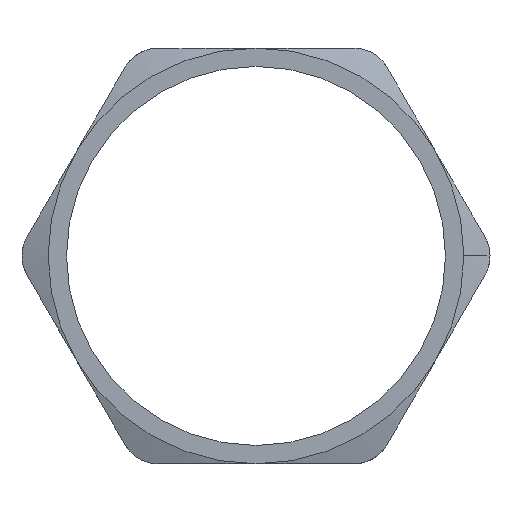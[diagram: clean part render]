
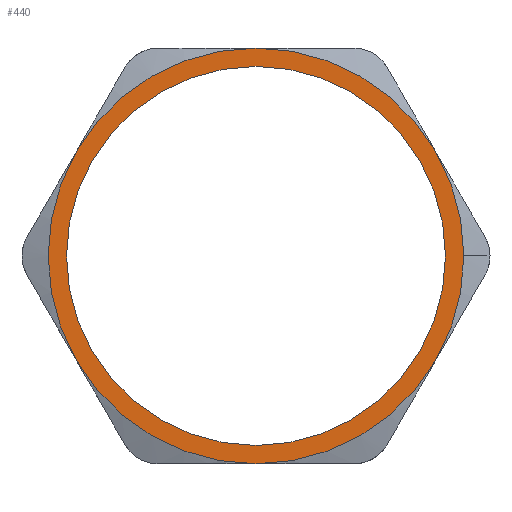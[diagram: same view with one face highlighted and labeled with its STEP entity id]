
A CAD part, top view. The second image highlights one B-rep face of the part: STEP entity #440.
In plain terms, the highlighted planar face has unit normal (0, 0, 1).
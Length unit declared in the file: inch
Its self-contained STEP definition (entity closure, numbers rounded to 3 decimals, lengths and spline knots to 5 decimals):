
#22 = VERTEX_POINT ( 'NONE', #1276 ) ;
#222 = VERTEX_POINT ( 'NONE', #1691 ) ;
#227 = VERTEX_POINT ( 'NONE', #1685 ) ;
#229 = EDGE_CURVE ( 'NONE', #227, #222, #1684, .T. ) ;
#280 = VERTEX_POINT ( 'NONE', #1796 ) ;
#281 = EDGE_CURVE ( 'NONE', #282, #280, #1794, .T. ) ;
#282 = VERTEX_POINT ( 'NONE', #1795 ) ;
#301 = VERTEX_POINT ( 'NONE', #1876 ) ;
#369 = VERTEX_POINT ( 'NONE', #2042 ) ;
#383 = VERTEX_POINT ( 'NONE', #2067 ) ;
#395 = VERTEX_POINT ( 'NONE', #2087 ) ;
#434 = EDGE_CURVE ( 'NONE', #222, #227, #2176, .T. ) ;
#439 = ORIENTED_EDGE ( 'NONE', *, *, #434, .T. ) ;
#440 = ADVANCED_FACE ( 'NONE', ( #2228, #2222 ), #2221, .F. ) ;
#441 = EDGE_LOOP ( 'NONE', ( #439, #460 ) ) ;
#453 = EDGE_CURVE ( 'NONE', #22, #282, #2196, .T. ) ;
#454 = ORIENTED_EDGE ( 'NONE', *, *, #453, .T. ) ;
#455 = EDGE_CURVE ( 'NONE', #395, #22, #2256, .T. ) ;
#456 = ORIENTED_EDGE ( 'NONE', *, *, #455, .T. ) ;
#457 = ORIENTED_EDGE ( 'NONE', *, *, #465, .T. ) ;
#458 = ORIENTED_EDGE ( 'NONE', *, *, #459, .T. ) ;
#459 = EDGE_CURVE ( 'NONE', #383, #395, #2251, .T. ) ;
#460 = ORIENTED_EDGE ( 'NONE', *, *, #229, .T. ) ;
#463 = EDGE_CURVE ( 'NONE', #369, #383, #2246, .T. ) ;
#464 = ORIENTED_EDGE ( 'NONE', *, *, #463, .T. ) ;
#465 = EDGE_CURVE ( 'NONE', #301, #369, #2241, .T. ) ;
#468 = EDGE_LOOP ( 'NONE', ( #457, #464, #458, #456, #454, #822, #823 ) ) ;
#822 = ORIENTED_EDGE ( 'NONE', *, *, #281, .T. ) ;
#823 = ORIENTED_EDGE ( 'NONE', *, *, #824, .T. ) ;
#824 = EDGE_CURVE ( 'NONE', #280, #301, #2915, .T. ) ;
#1276 = CARTESIAN_POINT ( 'NONE',  ( 0.93531, -0.54, 0.22 ) ) ;
#1680 = DIRECTION ( 'NONE',  ( -1., 0., 0. ) ) ;
#1681 = DIRECTION ( 'NONE',  ( 0., 0., -1. ) ) ;
#1682 = CARTESIAN_POINT ( 'NONE',  ( 0., 0., 0.22 ) ) ;
#1683 = AXIS2_PLACEMENT_3D ( 'NONE', #1682, #1681, #1680 ) ;
#1684 = CIRCLE ( 'NONE', #1683, 0.985 ) ;
#1685 = CARTESIAN_POINT ( 'NONE',  ( 0.985, 0., 0.22 ) ) ;
#1691 = CARTESIAN_POINT ( 'NONE',  ( -0.985, 0., 0.22 ) ) ;
#1790 = DIRECTION ( 'NONE',  ( 1., 0., 0. ) ) ;
#1791 = DIRECTION ( 'NONE',  ( 0., 0., 1. ) ) ;
#1792 = CARTESIAN_POINT ( 'NONE',  ( 0., 0., 0.22 ) ) ;
#1793 = AXIS2_PLACEMENT_3D ( 'NONE', #1792, #1791, #1790 ) ;
#1794 = CIRCLE ( 'NONE', #1793, 1.08 ) ;
#1795 = CARTESIAN_POINT ( 'NONE',  ( 1.08, 0., 0.22 ) ) ;
#1796 = CARTESIAN_POINT ( 'NONE',  ( 0.93531, 0.54, 0.22 ) ) ;
#1876 = CARTESIAN_POINT ( 'NONE',  ( 0., 1.08, 0.22 ) ) ;
#2042 = CARTESIAN_POINT ( 'NONE',  ( -0.93531, 0.54, 0.22 ) ) ;
#2067 = CARTESIAN_POINT ( 'NONE',  ( -0.93531, -0.54, 0.22 ) ) ;
#2087 = CARTESIAN_POINT ( 'NONE',  ( 0., -1.08, 0.22 ) ) ;
#2172 = DIRECTION ( 'NONE',  ( -1., 0., 0. ) ) ;
#2173 = DIRECTION ( 'NONE',  ( 0., 0., -1. ) ) ;
#2174 = CARTESIAN_POINT ( 'NONE',  ( 0., 0., 0.22 ) ) ;
#2175 = AXIS2_PLACEMENT_3D ( 'NONE', #2174, #2173, #2172 ) ;
#2176 = CIRCLE ( 'NONE', #2175, 0.985 ) ;
#2196 = CIRCLE ( 'NONE', #2260, 1.08 ) ;
#2217 = DIRECTION ( 'NONE',  ( -1., 0., 0. ) ) ;
#2218 = DIRECTION ( 'NONE',  ( 0., 0., -1. ) ) ;
#2219 = CARTESIAN_POINT ( 'NONE',  ( -0.62354, 1.08, 0.22 ) ) ;
#2220 = AXIS2_PLACEMENT_3D ( 'NONE', #2219, #2218, #2217 ) ;
#2221 = PLANE ( 'NONE',  #2220 ) ;
#2222 = FACE_OUTER_BOUND ( 'NONE', #468, .T. ) ;
#2228 = FACE_BOUND ( 'NONE', #441, .T. ) ;
#2237 = DIRECTION ( 'NONE',  ( 1., 0., 0. ) ) ;
#2238 = DIRECTION ( 'NONE',  ( 0., 0., 1. ) ) ;
#2239 = CARTESIAN_POINT ( 'NONE',  ( 0., 0., 0.22 ) ) ;
#2240 = AXIS2_PLACEMENT_3D ( 'NONE', #2239, #2238, #2237 ) ;
#2241 = CIRCLE ( 'NONE', #2240, 1.08 ) ;
#2242 = DIRECTION ( 'NONE',  ( 1., 0., 0. ) ) ;
#2243 = DIRECTION ( 'NONE',  ( 0., 0., 1. ) ) ;
#2244 = CARTESIAN_POINT ( 'NONE',  ( 0., 0., 0.22 ) ) ;
#2245 = AXIS2_PLACEMENT_3D ( 'NONE', #2244, #2243, #2242 ) ;
#2246 = CIRCLE ( 'NONE', #2245, 1.08 ) ;
#2247 = DIRECTION ( 'NONE',  ( 1., 0., 0. ) ) ;
#2248 = DIRECTION ( 'NONE',  ( 0., 0., 1. ) ) ;
#2249 = CARTESIAN_POINT ( 'NONE',  ( 0., 0., 0.22 ) ) ;
#2250 = AXIS2_PLACEMENT_3D ( 'NONE', #2249, #2248, #2247 ) ;
#2251 = CIRCLE ( 'NONE', #2250, 1.08 ) ;
#2252 = DIRECTION ( 'NONE',  ( 1., 0., 0. ) ) ;
#2253 = DIRECTION ( 'NONE',  ( 0., 0., 1. ) ) ;
#2254 = CARTESIAN_POINT ( 'NONE',  ( 0., 0., 0.22 ) ) ;
#2255 = AXIS2_PLACEMENT_3D ( 'NONE', #2254, #2253, #2252 ) ;
#2256 = CIRCLE ( 'NONE', #2255, 1.08 ) ;
#2257 = DIRECTION ( 'NONE',  ( 1., 0., 0. ) ) ;
#2258 = DIRECTION ( 'NONE',  ( 0., 0., 1. ) ) ;
#2259 = CARTESIAN_POINT ( 'NONE',  ( 0., 0., 0.22 ) ) ;
#2260 = AXIS2_PLACEMENT_3D ( 'NONE', #2259, #2258, #2257 ) ;
#2912 = DIRECTION ( 'NONE',  ( 1., 0., 0. ) ) ;
#2913 = DIRECTION ( 'NONE',  ( 0., 0., 1. ) ) ;
#2914 = AXIS2_PLACEMENT_3D ( 'NONE', #2920, #2913, #2912 ) ;
#2915 = CIRCLE ( 'NONE', #2914, 1.08 ) ;
#2920 = CARTESIAN_POINT ( 'NONE',  ( 0., 0., 0.22 ) ) ;
